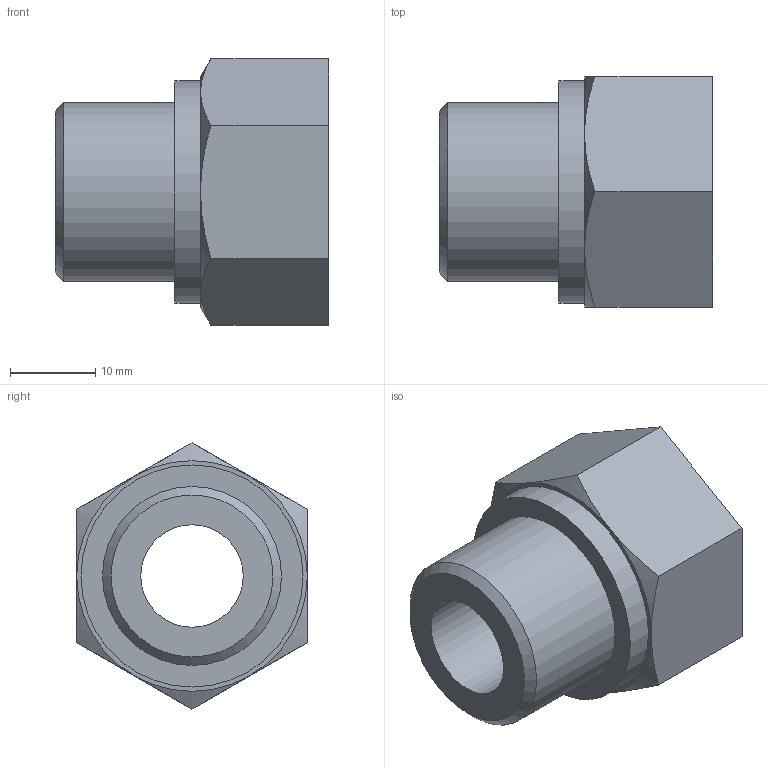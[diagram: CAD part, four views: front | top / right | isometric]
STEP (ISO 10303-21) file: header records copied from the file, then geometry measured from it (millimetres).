
FILE_DESCRIPTION(/* description */ (''),/* implementation_level */ '2;1');
FILE_NAME(/* name */ '3F134GG1238xx.stp',/* time_stamp */ '2019-01-02T10:11:41+01:00',/* author */ ('SoMue'),/* organization */ (''),/* preprocessor_version */ 'ST-DEVELOPER v17',/* originating_system */ 'Autodesk Inventor 2018',/* authorisation */ '');
FILE_SCHEMA (('CONFIG_CONTROL_DESIGN'));
Length unit declared in the file: millimetre
Products named in the file (1): 3F134GG1238xx
Bounding box: 32 x 27 x 31.18 mm (x, y, z)
Volume: 11282.1 mm3; surface area: 4882.1 mm2
Topology: 1 solids, 1 shells, 22 faces, 53 edges, 36 vertices
Faces by surface type: plane 11, cone 7, cylinder 4
Full cylindrical faces by diameter (mm): 12 x1, 14.95 x1, 20.955 x1, 26 x1
Entity records: 688 total; most frequent: CARTESIAN_POINT 136, DIRECTION 111, ORIENTED_EDGE 106, EDGE_CURVE 53, AXIS2_PLACEMENT_3D 47, VERTEX_POINT 36, EDGE_LOOP 27, CIRCLE 24
